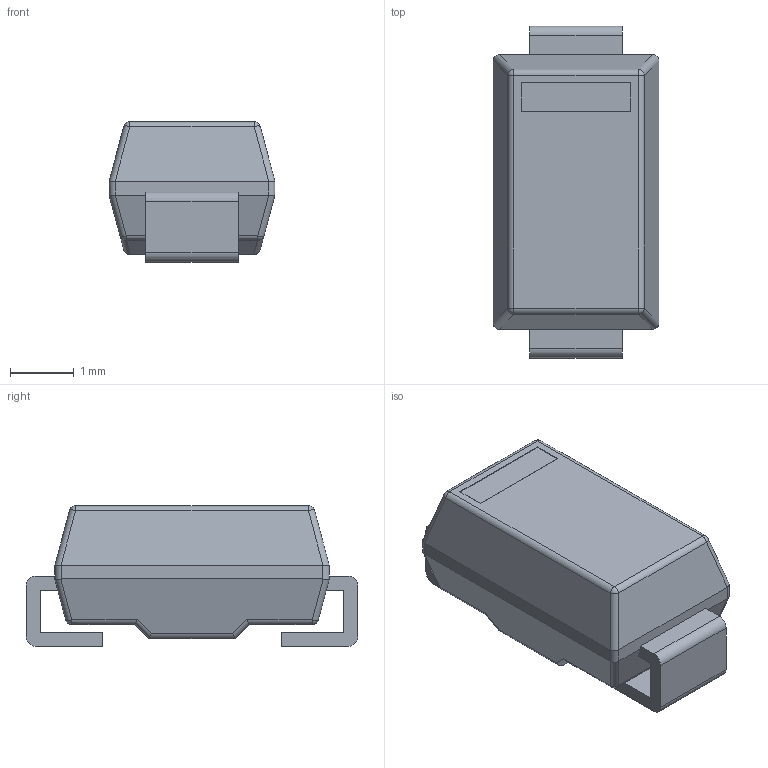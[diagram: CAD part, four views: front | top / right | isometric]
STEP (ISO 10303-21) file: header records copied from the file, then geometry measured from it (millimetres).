
FILE_DESCRIPTION(/* description */ ('model of SMA'),/* implementation_level */ '2;1');
FILE_NAME(/* name */ 'SMA.stp',/* time_stamp */ '2015-12-05T22:09:31',/* author */ ('Joan The Spark',''),/* organization */ (''),/* preprocessor_version */ '',/* originating_system */ '',/* authorisation */ '');
FILE_SCHEMA (('AUTOMOTIVE_DESIGN { 1 0 10303 214 3 1 1 }'));
Length unit declared in the file: millimetre
Products named in the file (1): SMA
Bounding box: 2.6 x 5.2 x 2.2 mm (x, y, z)
Volume: 20.5 mm3; surface area: 56.9 mm2
Topology: 1 solids, 1 shells, 81 faces, 210 edges, 132 vertices
Faces by surface type: plane 41, cylinder 32, sphere 8
Entity records: 2609 total; most frequent: CARTESIAN_POINT 484, DIRECTION 438, ORIENTED_EDGE 420, EDGE_CURVE 210, AXIS2_PLACEMENT_3D 150, LINE 138, VECTOR 138, VERTEX_POINT 132
